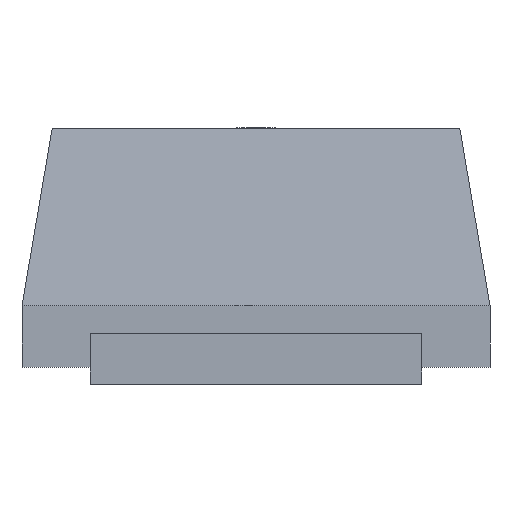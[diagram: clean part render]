
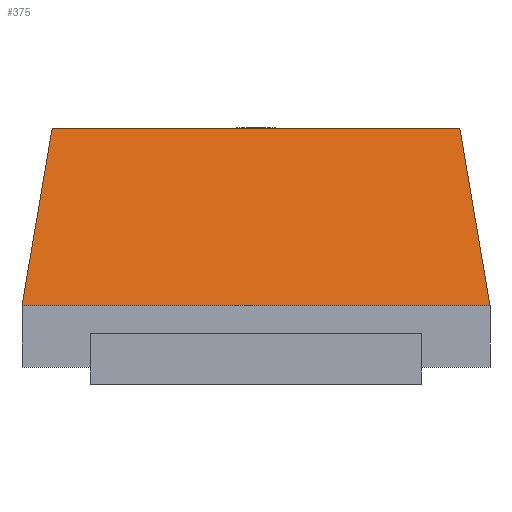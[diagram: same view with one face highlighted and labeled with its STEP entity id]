
A CAD part, left-side view. The second image highlights one B-rep face of the part: STEP entity #375.
In plain terms, the highlighted planar face has unit normal (-0.986, 0, 0.169).
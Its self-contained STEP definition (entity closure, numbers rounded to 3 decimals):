
#143=CARTESIAN_POINT('',(-1.065,-0.608,0.762));
#142=VERTEX_POINT('',#143);
#161=CARTESIAN_POINT('',(-1.065,0.608,0.762));
#160=VERTEX_POINT('',#161);
#169=EDGE_CURVE('',#142,#160,#174,.T.);
#174=LINE('',#143,#176);
#176=VECTOR('',#177,1.216);
#177=DIRECTION('',(0.0,1.0,0.0));
#241=CARTESIAN_POINT('',(-1.156,-0.698,0.234));
#240=VERTEX_POINT('',#241);
#267=EDGE_CURVE('',#240,#142,#272,.T.);
#272=LINE('',#241,#274);
#274=VECTOR('',#275,0.544);
#275=DIRECTION('',(0.166,0.166,0.972));
#337=CARTESIAN_POINT('',(-1.156,0.698,0.234));
#336=VERTEX_POINT('',#337);
#345=EDGE_CURVE('',#160,#336,#350,.T.);
#350=LINE('',#161,#352);
#352=VECTOR('',#353,0.544);
#353=DIRECTION('',(-0.166,0.166,-0.972));
#375=ADVANCED_FACE('',(#381),#376,.T.);
#376=PLANE('',#377);
#377=AXIS2_PLACEMENT_3D('',#378,#379,#380);
#378=CARTESIAN_POINT('',(-1.156,0.698,0.234));
#379=DIRECTION('',(-0.986,0.0,0.169));
#380=DIRECTION('',(0.,0.,1.));
#381=FACE_OUTER_BOUND('',#382,.T.);
#382=EDGE_LOOP('',(#383,#393,#403,#413));
#384=EDGE_CURVE('',#240,#336,#389,.T.);
#389=LINE('',#241,#391);
#391=VECTOR('',#392,1.397);
#392=DIRECTION('',(0.0,1.0,0.0));
#383=ORIENTED_EDGE('',*,*,#384,.F.);
#393=ORIENTED_EDGE('',*,*,#267,.T.);
#403=ORIENTED_EDGE('',*,*,#169,.T.);
#413=ORIENTED_EDGE('',*,*,#345,.T.);
